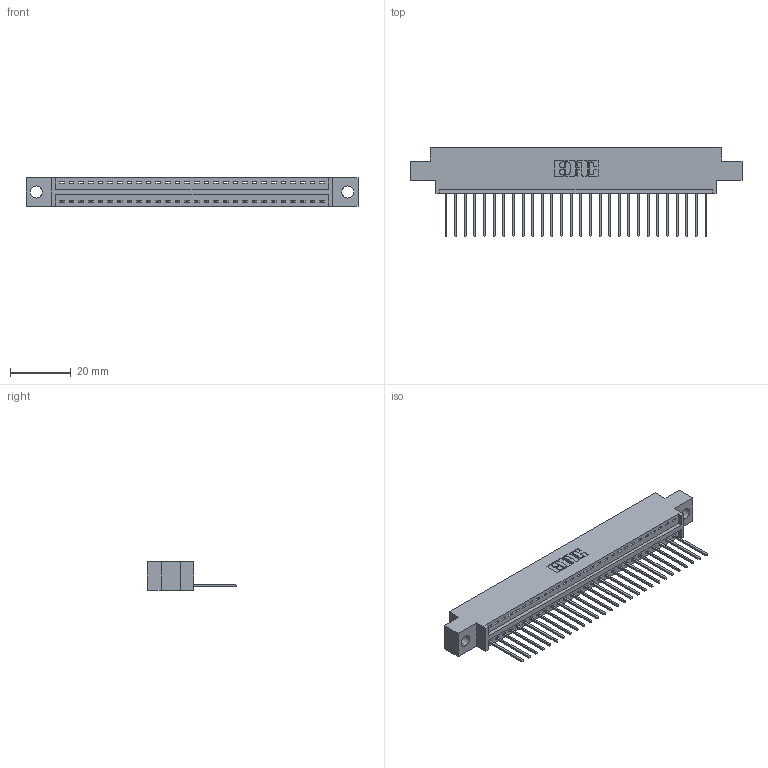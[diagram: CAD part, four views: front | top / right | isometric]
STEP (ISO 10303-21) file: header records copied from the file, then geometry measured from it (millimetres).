
FILE_DESCRIPTION (( 'STEP AP203' ), '1' );
FILE_NAME ('346-028-540-604.STEP', '2018-08-22T01:47:47', ( '' ), ( '' ), 'SwSTEP 2.0', 'SolidWorks 2016', '' );
FILE_SCHEMA (( 'CONFIG_CONTROL_DESIGN' ));
Length unit declared in the file: inch
Products named in the file (3): 346 Part_0.170 Offset - 0.156 Dia-TH; 345-292-001_345-293-140; 346-028-540-604
Assembly tree (29 placements, depth 2):
  346-028-540-604
    346 Part_0.170 Offset - 0.156 Dia-TH
    345-292-001_345-293-140  x28
Bounding box: 109.47 x 29.46 x 9.4 mm (x, y, z)
Volume: 10178.1 mm3; surface area: 12812.3 mm2
Topology: 29 solids, 29 shells, 1750 faces, 5269 edges, 3474 vertices
Faces by surface type: plane 1200, cylinder 550
Entity records: 19415 total; most frequent: CARTESIAN_POINT 3340, ORIENTED_EDGE 3302, DIRECTION 2963, EDGE_CURVE 1651, LINE 1407, VECTOR 1407, VERTEX_POINT 1098, AXIS2_PLACEMENT_3D 778
